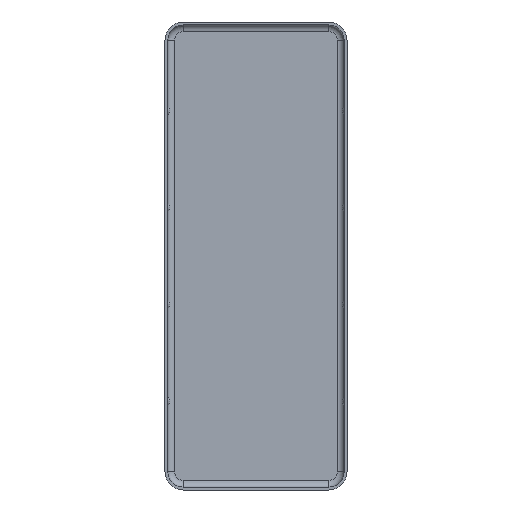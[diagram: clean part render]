
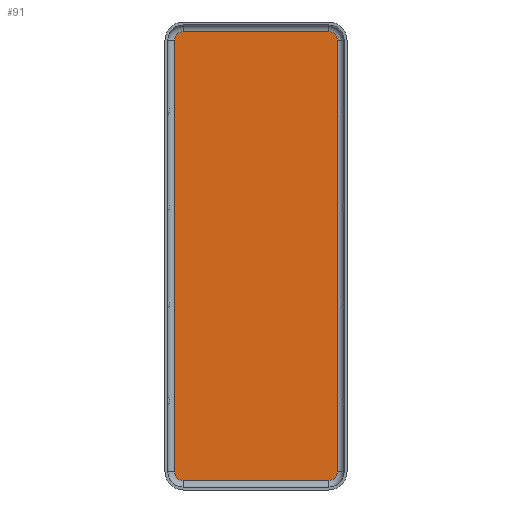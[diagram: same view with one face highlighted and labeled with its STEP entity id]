
A CAD part, front view. The second image highlights one B-rep face of the part: STEP entity #91.
In plain terms, the highlighted planar face has unit normal (0, -1, 0).
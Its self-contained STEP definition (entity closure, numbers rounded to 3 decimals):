
#91 = ADVANCED_FACE( 'NONE', ( #227 ), #228, .T. );
#227 = FACE_OUTER_BOUND( '', #404, .T. );
#228 = PLANE( '', #405 );
#404 = EDGE_LOOP( '', ( #708, #709, #710, #711, #712, #713, #714, #715 ) );
#405 = AXIS2_PLACEMENT_3D( '', #716, #717, #718 );
#708 = ORIENTED_EDGE( '', *, *, #1064, .F. );
#709 = ORIENTED_EDGE( '', *, *, #1065, .F. );
#710 = ORIENTED_EDGE( '', *, *, #1066, .F. );
#711 = ORIENTED_EDGE( '', *, *, #1021, .T. );
#712 = ORIENTED_EDGE( '', *, *, #1067, .T. );
#713 = ORIENTED_EDGE( '', *, *, #1068, .F. );
#714 = ORIENTED_EDGE( '', *, *, #1069, .T. );
#715 = ORIENTED_EDGE( '', *, *, #1070, .T. );
#716 = CARTESIAN_POINT( '', ( 7.5, 0., -22.25 ) );
#717 = DIRECTION( '', ( 0., -1., 0. ) );
#718 = DIRECTION( '', ( 0., 0., -1. ) );
#1021 = EDGE_CURVE( 'NONE', #1175, #1173, #1176, .T. );
#1064 = EDGE_CURVE( 'NONE', #1249, #1250, #1251, .T. );
#1065 = EDGE_CURVE( 'NONE', #1252, #1249, #1253, .T. );
#1066 = EDGE_CURVE( 'NONE', #1175, #1252, #1254, .T. );
#1067 = EDGE_CURVE( 'NONE', #1173, #1255, #1256, .T. );
#1068 = EDGE_CURVE( 'NONE', #1257, #1255, #1258, .T. );
#1069 = EDGE_CURVE( 'NONE', #1257, #1259, #1260, .T. );
#1070 = EDGE_CURVE( 'NONE', #1259, #1250, #1261, .T. );
#1173 = VERTEX_POINT( 'NONE', #1388 );
#1175 = VERTEX_POINT( 'NONE', #1390 );
#1176 = CIRCLE( '', #1391, 0.9 );
#1249 = VERTEX_POINT( 'NONE', #1479 );
#1250 = VERTEX_POINT( 'NONE', #1480 );
#1251 = LINE( '', #1481, #1482 );
#1252 = VERTEX_POINT( 'NONE', #1483 );
#1253 = CIRCLE( '', #1484, 0.9 );
#1254 = LINE( '', #1485, #1486 );
#1255 = VERTEX_POINT( 'NONE', #1487 );
#1256 = LINE( '', #1488, #1489 );
#1257 = VERTEX_POINT( 'NONE', #1490 );
#1258 = CIRCLE( '', #1491, 0.9 );
#1259 = VERTEX_POINT( 'NONE', #1492 );
#1260 = LINE( '', #1493, #1494 );
#1261 = CIRCLE( '', #1495, 0.9 );
#1388 = CARTESIAN_POINT( '', ( 7.5, 0., 23.15 ) );
#1390 = CARTESIAN_POINT( '', ( 8.4, 0., 22.25 ) );
#1391 = AXIS2_PLACEMENT_3D( '', #1632, #1633, #1634 );
#1479 = CARTESIAN_POINT( '', ( 7.5, 0., -23.15 ) );
#1480 = CARTESIAN_POINT( '', ( -7.5, 0., -23.15 ) );
#1481 = CARTESIAN_POINT( '', ( 7.5, 0., -23.15 ) );
#1482 = VECTOR( '', #1710, 1000. );
#1483 = CARTESIAN_POINT( '', ( 8.4, 0., -22.25 ) );
#1484 = AXIS2_PLACEMENT_3D( '', #1711, #1712, #1713 );
#1485 = CARTESIAN_POINT( '', ( 8.4, 0., 0. ) );
#1486 = VECTOR( '', #1714, 1000. );
#1487 = CARTESIAN_POINT( '', ( -7.5, 0., 23.15 ) );
#1488 = CARTESIAN_POINT( '', ( 7.5, 0., 23.15 ) );
#1489 = VECTOR( '', #1715, 1000. );
#1490 = CARTESIAN_POINT( '', ( -8.4, 0., 22.25 ) );
#1491 = AXIS2_PLACEMENT_3D( '', #1716, #1717, #1718 );
#1492 = CARTESIAN_POINT( '', ( -8.4, 0., -22.25 ) );
#1493 = CARTESIAN_POINT( '', ( -8.4, 0., 0. ) );
#1494 = VECTOR( '', #1719, 1000. );
#1495 = AXIS2_PLACEMENT_3D( '', #1720, #1721, #1722 );
#1632 = CARTESIAN_POINT( '', ( 7.5, 0., 22.25 ) );
#1633 = DIRECTION( '', ( 0., -1., 0. ) );
#1634 = DIRECTION( '', ( 0., 0., -1. ) );
#1710 = DIRECTION( '', ( -1., 0., 0. ) );
#1711 = CARTESIAN_POINT( '', ( 7.5, 0., -22.25 ) );
#1712 = DIRECTION( '', ( 0., 1., 0. ) );
#1713 = DIRECTION( '', ( 0., 0., 1. ) );
#1714 = DIRECTION( '', ( 0., 0., -1. ) );
#1715 = DIRECTION( '', ( -1., 0., 0. ) );
#1716 = CARTESIAN_POINT( '', ( -7.5, 0., 22.25 ) );
#1717 = DIRECTION( '', ( 0., 1., 0. ) );
#1718 = DIRECTION( '', ( 0., 0., -1. ) );
#1719 = DIRECTION( '', ( 0., 0., -1. ) );
#1720 = CARTESIAN_POINT( '', ( -7.5, 0., -22.25 ) );
#1721 = DIRECTION( '', ( 0., -1., 0. ) );
#1722 = DIRECTION( '', ( 0., 0., 1. ) );
